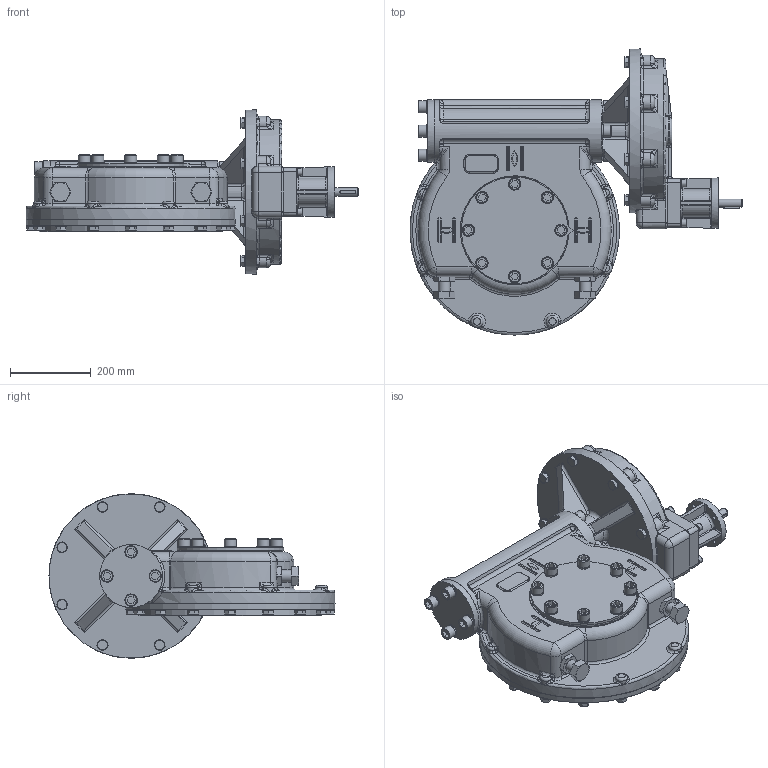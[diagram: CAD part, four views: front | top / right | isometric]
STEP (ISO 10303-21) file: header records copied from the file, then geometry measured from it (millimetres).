
FILE_DESCRIPTION(/* description */ ('Unknown'),/* implementation_level */ '2;1');
FILE_NAME(/* name */ 'PUB-IW8-IR2L_SOLID_0-1',/* time_stamp */ '2019-11-12T16:17:21+00:00',/* author */ ('Unknown'),/* organization */ ('Unknown'),/* preprocessor_version */ 'ST-DEVELOPER v16.7',/* originating_system */ 'DEX',/* authorisation */ $);
FILE_SCHEMA (('AUTOMOTIVE_DESIGN {1 0 10303 214 3 1 1}'));
Products named in the file (1): PUB-IW8-IR2L_SOLID_0-1
Bounding box: 824.43 x 710.38 x 408 mm (x, y, z)
Volume: 42584485.1 mm3; surface area: 1488296 mm2
Topology: 1 solids, 1 shells, 4550 faces, 12117 edges, 7601 vertices
Faces by surface type: plane 3596, cylinder 342, cone 220, torus 174, bspline 172, sphere 46
Full cylindrical faces by diameter (mm): 10.5 x4, 13.835 x16, 18 x4, 19 x4, 20 x1, 25.4 x48, 30 x18, 30.7 x16, 50 x1, 50.2 x1, 54.7 x1, 55.11 x1, 70.05 x1, 125 x1, 155 x1, 195 x1, 260 x1, 270 x1, 408 x1, 454.5 x1
Entity records: 148702 total; most frequent: CARTESIAN_POINT 43075, ORIENTED_EDGE 23468, DIRECTION 19770, EDGE_CURVE 11734, LINE 8090, VECTOR 8090, VERTEX_POINT 7505, AXIS2_PLACEMENT_3D 5840
